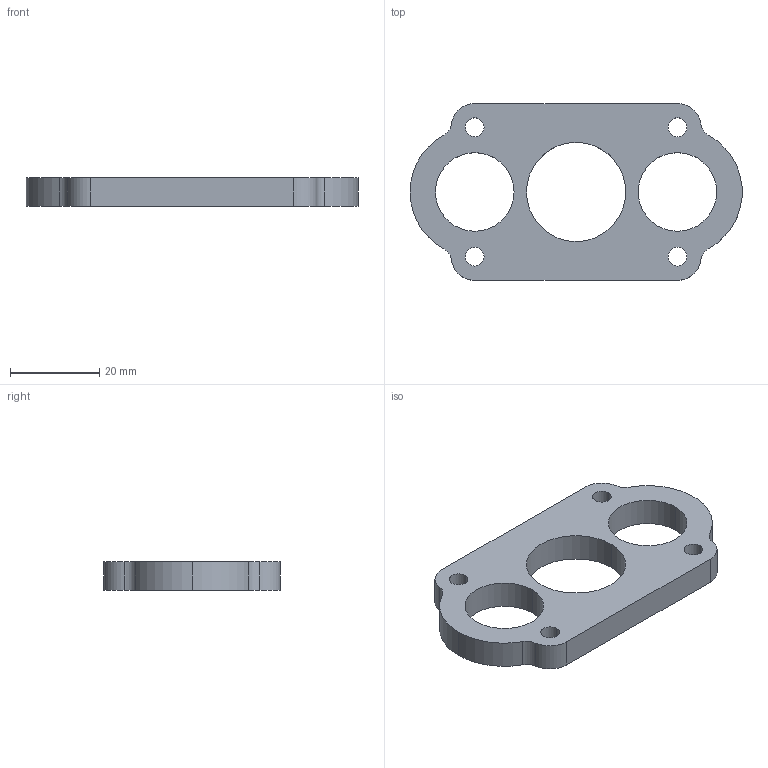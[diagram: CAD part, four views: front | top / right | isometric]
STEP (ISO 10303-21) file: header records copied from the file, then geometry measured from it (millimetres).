
FILE_DESCRIPTION (( 'STEP AP203' ), '1' );
FILE_NAME ('am-3693 DeCIMate Motor Plate.STEP', '2017-09-15T19:55:25', ( '' ), ( '' ), 'SwSTEP 2.0', 'SolidWorks 2017', '' );
FILE_SCHEMA (( 'CONFIG_CONTROL_DESIGN' ));
Length unit declared in the file: inch
Products named in the file (1): am-3693 DeCIMate Motor Plate
Bounding box: 74.34 x 39.55 x 6.35 mm (x, y, z)
Volume: 10302 mm3; surface area: 5968.6 mm2
Topology: 1 solids, 1 shells, 29 faces, 81 edges, 54 vertices
Faces by surface type: cylinder 25, plane 4
Entity records: 1072 total; most frequent: DIRECTION 191, CARTESIAN_POINT 165, ORIENTED_EDGE 162, EDGE_CURVE 81, AXIS2_PLACEMENT_3D 80, VERTEX_POINT 54, CIRCLE 50, EDGE_LOOP 43
